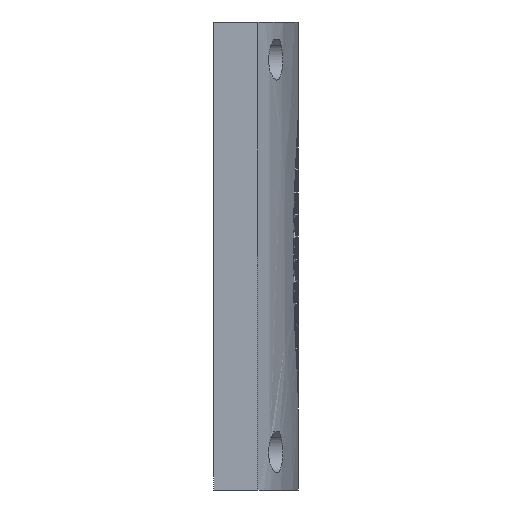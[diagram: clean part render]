
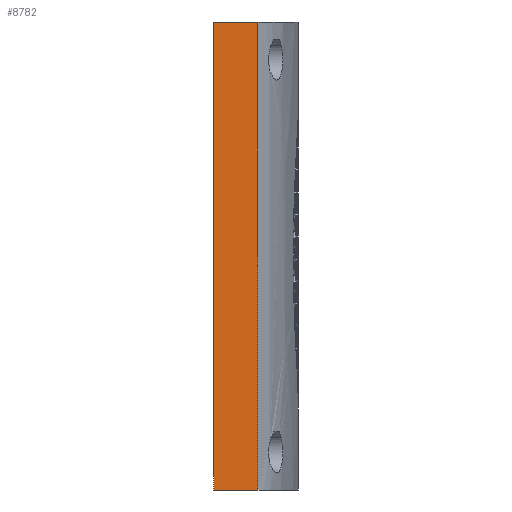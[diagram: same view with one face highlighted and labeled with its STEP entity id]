
A CAD part, left-side view. The second image highlights one B-rep face of the part: STEP entity #8782.
In plain terms, the highlighted planar face has unit normal (-1, 0, 0).
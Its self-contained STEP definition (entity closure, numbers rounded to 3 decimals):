
#813=FACE_OUTER_BOUND('',#1351,.T.);
#1351=EDGE_LOOP('',(#7738,#7739,#7740,#7741));
#2135=LINE('',#15778,#2878);
#2137=LINE('',#15788,#2880);
#2138=LINE('',#15790,#2881);
#2139=LINE('',#15791,#2882);
#2878=VECTOR('',#11030,10.);
#2880=VECTOR('',#11034,10.);
#2881=VECTOR('',#11035,10.);
#2882=VECTOR('',#11036,10.);
#4109=VERTEX_POINT('',#15774);
#4111=VERTEX_POINT('',#15777);
#4112=VERTEX_POINT('',#15787);
#4113=VERTEX_POINT('',#15789);
#5392=EDGE_CURVE('',#4111,#4109,#2135,.T.);
#5395=EDGE_CURVE('',#4112,#4109,#2137,.T.);
#5396=EDGE_CURVE('',#4112,#4113,#2138,.T.);
#5397=EDGE_CURVE('',#4113,#4111,#2139,.T.);
#7738=ORIENTED_EDGE('',*,*,#5392,.T.);
#7739=ORIENTED_EDGE('',*,*,#5395,.F.);
#7740=ORIENTED_EDGE('',*,*,#5396,.T.);
#7741=ORIENTED_EDGE('',*,*,#5397,.T.);
#8363=PLANE('',#9297);
#8782=ADVANCED_FACE('',(#813),#8363,.T.);
#9297=AXIS2_PLACEMENT_3D('',#15786,#11032,#11033);
#11030=DIRECTION('',(0.,1.,0.));
#11032=DIRECTION('center_axis',(-1.,0.,0.));
#11033=DIRECTION('ref_axis',(0.,-1.,0.));
#11034=DIRECTION('',(0.,0.,1.));
#11035=DIRECTION('',(0.,-1.,0.));
#11036=DIRECTION('',(0.,0.,1.));
#15774=CARTESIAN_POINT('',(-44.6,-41.5,74.5));
#15777=CARTESIAN_POINT('',(-44.6,-48.568,74.5));
#15778=CARTESIAN_POINT('',(-44.6,-44.875,74.5));
#15786=CARTESIAN_POINT('Origin',(-44.6,-41.5,0.));
#15787=CARTESIAN_POINT('',(-44.6,-41.5,0.));
#15788=CARTESIAN_POINT('',(-44.6,-41.5,0.));
#15789=CARTESIAN_POINT('',(-44.6,-48.568,0.));
#15790=CARTESIAN_POINT('',(-44.6,-41.5,0.));
#15791=CARTESIAN_POINT('',(-44.6,-48.568,0.));
